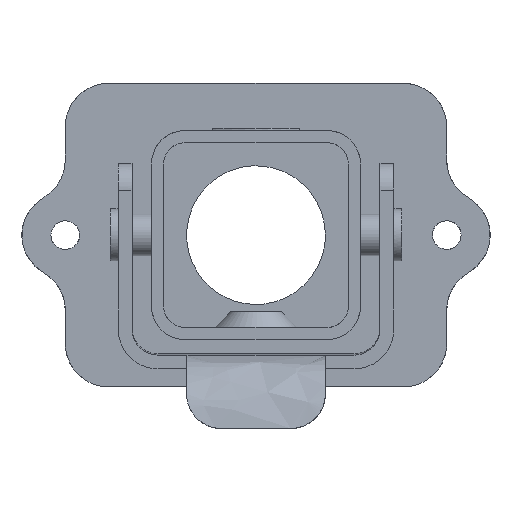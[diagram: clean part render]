
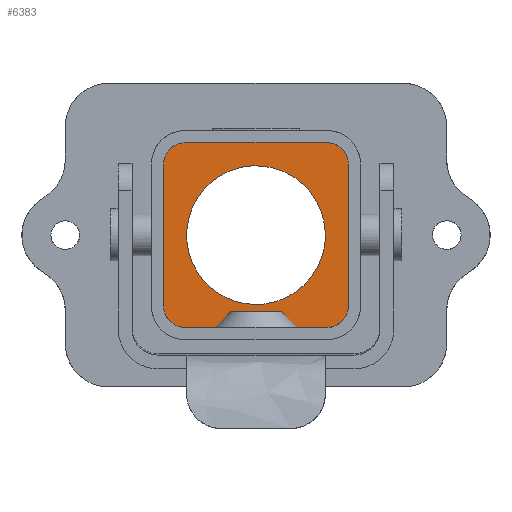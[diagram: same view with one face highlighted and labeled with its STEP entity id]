
A CAD part, front view. The second image highlights one B-rep face of the part: STEP entity #6383.
In plain terms, the highlighted free-form (B-spline) face has degree [1, 1] with [2, 2] control points.
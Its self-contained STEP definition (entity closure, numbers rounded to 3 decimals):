
#5946=CARTESIAN_POINT('V108',(10.65,46.35,
   -8.2));
#5947=VERTEX_POINT('V108',#5946);
#5953=CARTESIAN_POINT('V109',(8.2,46.35,
   -10.65));
#5954=VERTEX_POINT('V109',#5953);
#5955=CARTESIAN_POINT('E157',(8.2,46.35,
   -10.65));
#5956=CARTESIAN_POINT('E157',(10.65,46.35,
   -10.65));
#5957=CARTESIAN_POINT('E157',(10.65,46.35,
   -8.2));
#5965=(BOUNDED_CURVE()B_SPLINE_CURVE(2,(#5955,#5956,#5957),
   .CIRCULAR_ARC.,.F.,.U.)CURVE()GEOMETRIC_REPRESENTATION_ITEM()
   QUASI_UNIFORM_CURVE()RATIONAL_B_SPLINE_CURVE((1.0,
   0.707,1.0))REPRESENTATION_ITEM('E157'));
#5966=EDGE_CURVE('E157',#5954,#5947,#5965,.T.);
#5982=CARTESIAN_POINT('V107',(10.65,46.35,
   8.2));
#5983=VERTEX_POINT('V107',#5982);
#5989=CARTESIAN_POINT('E156',(10.65,46.35,
   -8.2));
#5990=CARTESIAN_POINT('E156',(10.65,46.35,
   8.2));
#5991=QUASI_UNIFORM_CURVE('E156',1,(#5989,#5990),.POLYLINE_FORM.,.F.,
   .U.);
#5992=EDGE_CURVE('E156',#5947,#5983,#5991,.T.);
#6017=CARTESIAN_POINT('V106',(8.2,46.35,
   10.65));
#6018=VERTEX_POINT('V106',#6017);
#6024=CARTESIAN_POINT('E155',(10.65,46.35,
   8.2));
#6025=CARTESIAN_POINT('E155',(10.65,46.35,
   10.65));
#6026=CARTESIAN_POINT('E155',(8.2,46.35,
   10.65));
#6034=(BOUNDED_CURVE()B_SPLINE_CURVE(2,(#6024,#6025,#6026),
   .CIRCULAR_ARC.,.F.,.U.)CURVE()GEOMETRIC_REPRESENTATION_ITEM()
   QUASI_UNIFORM_CURVE()RATIONAL_B_SPLINE_CURVE((1.0,
   0.707,1.0))REPRESENTATION_ITEM('E155'));
#6035=EDGE_CURVE('E155',#5983,#6018,#6034,.T.);
#6047=CARTESIAN_POINT('V105',(-8.2,46.35,
   10.65));
#6048=VERTEX_POINT('V105',#6047);
#6054=CARTESIAN_POINT('E154',(8.2,46.35,
   10.65));
#6055=CARTESIAN_POINT('E154',(-8.2,46.35,
   10.65));
#6056=QUASI_UNIFORM_CURVE('E154',1,(#6054,#6055),.POLYLINE_FORM.,.F.,
   .U.);
#6057=EDGE_CURVE('E154',#6018,#6048,#6056,.T.);
#6082=CARTESIAN_POINT('V104',(-10.65,46.35,
   8.2));
#6083=VERTEX_POINT('V104',#6082);
#6089=CARTESIAN_POINT('E153',(-8.2,46.35,
   10.65));
#6090=CARTESIAN_POINT('E153',(-10.65,46.35,
   10.65));
#6091=CARTESIAN_POINT('E153',(-10.65,46.35,
   8.2));
#6099=(BOUNDED_CURVE()B_SPLINE_CURVE(2,(#6089,#6090,#6091),
   .CIRCULAR_ARC.,.F.,.U.)CURVE()GEOMETRIC_REPRESENTATION_ITEM()
   QUASI_UNIFORM_CURVE()RATIONAL_B_SPLINE_CURVE((1.0,
   0.707,1.0))REPRESENTATION_ITEM('E153'));
#6100=EDGE_CURVE('E153',#6048,#6083,#6099,.T.);
#6112=CARTESIAN_POINT('V103',(-10.65,46.35,
   -8.2));
#6113=VERTEX_POINT('V103',#6112);
#6119=CARTESIAN_POINT('E152',(-10.65,46.35,
   8.2));
#6120=CARTESIAN_POINT('E152',(-10.65,46.35,
   -8.2));
#6121=QUASI_UNIFORM_CURVE('E152',1,(#6119,#6120),.POLYLINE_FORM.,.F.,
   .U.);
#6122=EDGE_CURVE('E152',#6083,#6113,#6121,.T.);
#6147=CARTESIAN_POINT('V102',(-8.2,46.35,
   -10.65));
#6148=VERTEX_POINT('V102',#6147);
#6154=CARTESIAN_POINT('E151',(-10.65,46.35,
   -8.2));
#6155=CARTESIAN_POINT('E151',(-10.65,46.35,
   -10.65));
#6156=CARTESIAN_POINT('E151',(-8.2,46.35,
   -10.65));
#6164=(BOUNDED_CURVE()B_SPLINE_CURVE(2,(#6154,#6155,#6156),
   .CIRCULAR_ARC.,.F.,.U.)CURVE()GEOMETRIC_REPRESENTATION_ITEM()
   QUASI_UNIFORM_CURVE()RATIONAL_B_SPLINE_CURVE((1.0,
   0.707,1.0))REPRESENTATION_ITEM('E151'));
#6165=EDGE_CURVE('E151',#6113,#6148,#6164,.T.);
#6195=CARTESIAN_POINT('V101',(-4.7,46.35,
   -10.65));
#6196=VERTEX_POINT('V101',#6195);
#6202=CARTESIAN_POINT('E150',(-8.2,46.35,
   -10.65));
#6203=CARTESIAN_POINT('E150',(-4.7,46.35,
   -10.65));
#6204=QUASI_UNIFORM_CURVE('E150',1,(#6202,#6203),.POLYLINE_FORM.,.F.,
   .U.);
#6205=EDGE_CURVE('E150',#6148,#6196,#6204,.T.);
#6210=CARTESIAN_POINT('V110',(4.7,46.35,
   -10.65));
#6211=VERTEX_POINT('V110',#6210);
#6212=CARTESIAN_POINT('E158',(4.7,46.35,
   -10.65));
#6213=CARTESIAN_POINT('E158',(8.2,46.35,
   -10.65));
#6214=QUASI_UNIFORM_CURVE('E158',1,(#6212,#6213),.POLYLINE_FORM.,.F.,
   .U.);
#6215=EDGE_CURVE('E158',#6211,#5954,#6214,.T.);
#6230=CARTESIAN_POINT('V91',(-2.9,46.35,
   -8.85));
#6231=VERTEX_POINT('V91',#6230);
#6239=CARTESIAN_POINT('E149',(-4.7,46.35,
   -10.65));
#6240=CARTESIAN_POINT('E149',(-2.9,46.35,
   -8.85));
#6241=QUASI_UNIFORM_CURVE('E149',1,(#6239,#6240),.POLYLINE_FORM.,.F.,
   .U.);
#6242=EDGE_CURVE('E149',#6196,#6231,#6241,.T.);
#6308=CARTESIAN_POINT('V90',(2.9,46.35,
   -8.85));
#6309=VERTEX_POINT('V90',#6308);
#6310=CARTESIAN_POINT('E159',(2.9,46.35,
   -8.85));
#6311=CARTESIAN_POINT('E159',(4.7,46.35,
   -10.65));
#6312=QUASI_UNIFORM_CURVE('E159',1,(#6310,#6311),.POLYLINE_FORM.,.F.,
   .U.);
#6313=EDGE_CURVE('E159',#6309,#6211,#6312,.T.);
#6330=CARTESIAN_POINT('E136',(2.9,46.35,
   -8.85));
#6331=CARTESIAN_POINT('E136',(-2.9,46.35,
   -8.85));
#6332=QUASI_UNIFORM_CURVE('E136',1,(#6330,#6331),.POLYLINE_FORM.,.F.,
   .U.);
#6333=EDGE_CURVE('E136',#6309,#6231,#6332,.T.);
#6343=CARTESIAN_POINT('F53',(-11.715,46.35,
   11.715));
#6344=CARTESIAN_POINT('F53',(11.715,46.35,
   11.715));
#6345=CARTESIAN_POINT('F53',(-11.715,46.35,
   -11.715));
#6346=CARTESIAN_POINT('F53',(11.715,46.35,
   -11.715));
#6347=QUASI_UNIFORM_SURFACE('F53',1,1,((#6343,#6345),(#6344,#6346))
,.PLANE_SURF.,.F.,.F.,.U.);
#6348=ORIENTED_EDGE('E159',*,*,#6313,.T.);
#6349=ORIENTED_EDGE('E158',*,*,#6215,.T.);
#6350=ORIENTED_EDGE('E157',*,*,#5966,.T.);
#6351=ORIENTED_EDGE('E156',*,*,#5992,.T.);
#6352=ORIENTED_EDGE('E155',*,*,#6035,.T.);
#6353=ORIENTED_EDGE('E154',*,*,#6057,.T.);
#6354=ORIENTED_EDGE('E153',*,*,#6100,.T.);
#6355=ORIENTED_EDGE('E152',*,*,#6122,.T.);
#6356=ORIENTED_EDGE('E151',*,*,#6165,.T.);
#6357=ORIENTED_EDGE('E150',*,*,#6205,.T.);
#6358=ORIENTED_EDGE('E149',*,*,#6242,.T.);
#6359=ORIENTED_EDGE('E136',*,*,#6333,.F.);
#6360=EDGE_LOOP('F53',(#6348,#6349,#6350,#6351,#6352,#6353,#6354,
   #6355,#6356,#6357,#6358,#6359));
#6361=FACE_OUTER_BOUND('F53',#6360,.T.);
#6362=CARTESIAN_POINT('V111',(8.,46.35,
   0.));
#6363=VERTEX_POINT('V111',#6362);
#6364=CARTESIAN_POINT('E160',(8.,46.35,
   0.));
#6365=CARTESIAN_POINT('E160',(8.,46.35,
   13.856));
#6366=CARTESIAN_POINT('E160',(-4.,46.35,
   6.928));
#6367=CARTESIAN_POINT('E160',(-16.,46.35,
   0.));
#6368=CARTESIAN_POINT('E160',(-4.,46.35,
   -6.928));
#6369=CARTESIAN_POINT('E160',(8.,46.35,
   -13.856));
#6370=CARTESIAN_POINT('E160',(8.,46.35,
   0.));
#6378=(BOUNDED_CURVE()B_SPLINE_CURVE(2,(#6364,#6365,#6366,#6367,
   #6368,#6369,#6370),.CIRCULAR_ARC.,.T.,.U.)
   B_SPLINE_CURVE_WITH_KNOTS((3,2,2,3),(0.0,0.333,
   0.667,1.0),.UNSPECIFIED.)CURVE()
   GEOMETRIC_REPRESENTATION_ITEM()RATIONAL_B_SPLINE_CURVE((1.0,
   0.5,1.0,0.5,1.0,0.5,1.0)
   )REPRESENTATION_ITEM('E160'));
#6379=EDGE_CURVE('E160',#6363,#6363,#6378,.T.);
#6380=ORIENTED_EDGE('E160',*,*,#6379,.F.);
#6381=EDGE_LOOP('F53',(#6380));
#6382=FACE_BOUND('F53',#6381,.T.);
#6383=ADVANCED_FACE('F53',(#6361,#6382),#6347,.F.);
